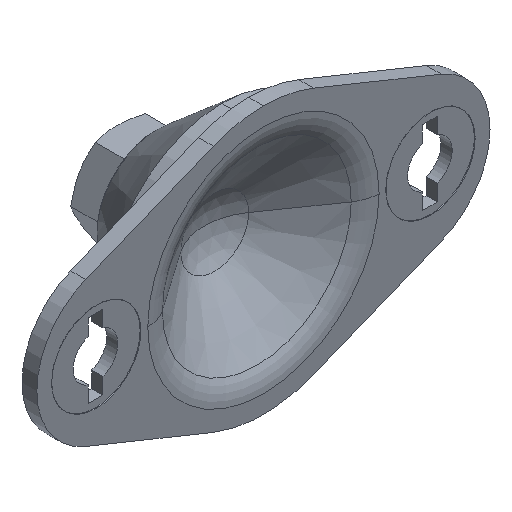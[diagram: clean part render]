
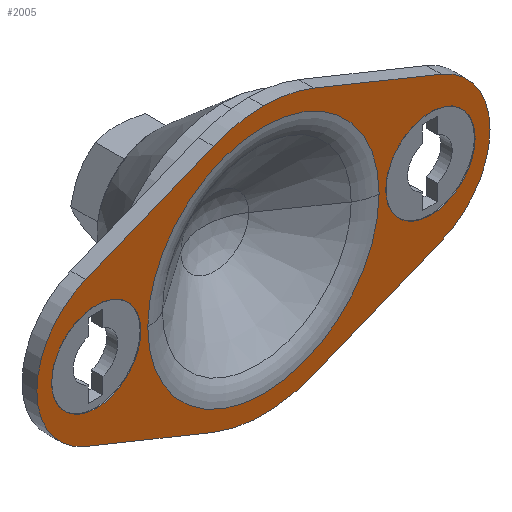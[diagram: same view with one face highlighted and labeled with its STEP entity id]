
A CAD part, isometric view. The second image highlights one B-rep face of the part: STEP entity #2005.
In plain terms, the highlighted planar face has unit normal (0, -1, 0).
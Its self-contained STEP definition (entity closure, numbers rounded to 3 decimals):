
#161 = EDGE_CURVE ( 'NONE', #831, #826, #2320, .T. ) ;
#166 = EDGE_CURVE ( 'NONE', #827, #996, #2563, .T. ) ;
#170 = EDGE_CURVE ( 'NONE', #574, #818, #2505, .T. ) ;
#173 = EDGE_CURVE ( 'NONE', #842, #674, #2516, .T. ) ;
#225 = AXIS2_PLACEMENT_3D ( 'NONE', #2779, #2778, #2777 ) ;
#227 = AXIS2_PLACEMENT_3D ( 'NONE', #2769, #2768, #2767 ) ;
#232 = AXIS2_PLACEMENT_3D ( 'NONE', #2740, #2739, #2738 ) ;
#233 = AXIS2_PLACEMENT_3D ( 'NONE', #2736, #2735, #2734 ) ;
#235 = AXIS2_PLACEMENT_3D ( 'NONE', #2726, #2725, #2724 ) ;
#236 = AXIS2_PLACEMENT_3D ( 'NONE', #2719, #2718, #2716 ) ;
#237 = AXIS2_PLACEMENT_3D ( 'NONE', #2711, #2710, #2709 ) ;
#574 = VERTEX_POINT ( 'NONE', #1473 ) ;
#594 = VERTEX_POINT ( 'NONE', #1452 ) ;
#627 = VERTEX_POINT ( 'NONE', #1448 ) ;
#629 = ORIENTED_EDGE ( 'NONE', *, *, #161, .T. ) ;
#659 = ORIENTED_EDGE ( 'NONE', *, *, #3797, .T. ) ;
#674 = VERTEX_POINT ( 'NONE', #1457 ) ;
#760 = VERTEX_POINT ( 'NONE', #1427 ) ;
#818 = VERTEX_POINT ( 'NONE', #1422 ) ;
#826 = VERTEX_POINT ( 'NONE', #1416 ) ;
#827 = VERTEX_POINT ( 'NONE', #1415 ) ;
#831 = VERTEX_POINT ( 'NONE', #1421 ) ;
#832 = VERTEX_POINT ( 'NONE', #1413 ) ;
#837 = VERTEX_POINT ( 'NONE', #1411 ) ;
#842 = VERTEX_POINT ( 'NONE', #1425 ) ;
#865 = ORIENTED_EDGE ( 'NONE', *, *, #3794, .T. ) ;
#907 = VERTEX_POINT ( 'NONE', #1414 ) ;
#996 = VERTEX_POINT ( 'NONE', #1396 ) ;
#998 = VERTEX_POINT ( 'NONE', #1398 ) ;
#1396 = CARTESIAN_POINT ( 'NONE',  ( -22.5, -0.1, 6. ) ) ;
#1398 = CARTESIAN_POINT ( 'NONE',  ( -23.938, -0.1, 9.734 ) ) ;
#1411 = CARTESIAN_POINT ( 'NONE',  ( 23.937, -0.1, -9.734 ) ) ;
#1413 = CARTESIAN_POINT ( 'NONE',  ( -6.75, -0.1, -16.686 ) ) ;
#1414 = CARTESIAN_POINT ( 'NONE',  ( 23.938, -0.1, 9.734 ) ) ;
#1415 = CARTESIAN_POINT ( 'NONE',  ( -22.5, -0.1, -6. ) ) ;
#1416 = CARTESIAN_POINT ( 'NONE',  ( 22.5, -0.1, 6. ) ) ;
#1421 = CARTESIAN_POINT ( 'NONE',  ( 22.5, -0.1, -6. ) ) ;
#1422 = CARTESIAN_POINT ( 'NONE',  ( -6.75, -0.1, 16.686 ) ) ;
#1425 = CARTESIAN_POINT ( 'NONE',  ( -15.569, -0.1, 0. ) ) ;
#1427 = CARTESIAN_POINT ( 'NONE',  ( 6.75, -0.1, -16.686 ) ) ;
#1448 = CARTESIAN_POINT ( 'NONE',  ( -23.938, -0.1, -9.734 ) ) ;
#1452 = CARTESIAN_POINT ( 'NONE',  ( 6.75, -0.1, 16.686 ) ) ;
#1457 = CARTESIAN_POINT ( 'NONE',  ( 15.569, -0.1, 0. ) ) ;
#1473 = CARTESIAN_POINT ( 'NONE',  ( 0., -0.1, 18. ) ) ;
#1892 = CARTESIAN_POINT ( 'NONE',  ( 0., -0.1, 0. ) ) ;
#1893 = DIRECTION ( 'NONE',  ( 0., 1., 0. ) ) ;
#1911 = DIRECTION ( 'NONE',  ( 1., 0., 0. ) ) ;
#2005 = ADVANCED_FACE ( 'NONE', ( #3525, #3529, #3526, #3524 ), #3205, .T. ) ;
#2120 = EDGE_LOOP ( 'NONE', ( #659, #2149 ) ) ;
#2149 = ORIENTED_EDGE ( 'NONE', *, *, #173, .T. ) ;
#2194 = EDGE_LOOP ( 'NONE', ( #2411, #2263 ) ) ;
#2258 = ORIENTED_EDGE ( 'NONE', *, *, #3811, .T. ) ;
#2260 = ORIENTED_EDGE ( 'NONE', *, *, #3770, .T. ) ;
#2261 = ORIENTED_EDGE ( 'NONE', *, *, #3787, .T. ) ;
#2263 = ORIENTED_EDGE ( 'NONE', *, *, #166, .T. ) ;
#2264 = ORIENTED_EDGE ( 'NONE', *, *, #3804, .T. ) ;
#2268 = ORIENTED_EDGE ( 'NONE', *, *, #3768, .T. ) ;
#2276 = ORIENTED_EDGE ( 'NONE', *, *, #3762, .T. ) ;
#2320 = CIRCLE ( 'NONE', #3790, 6. ) ;
#2331 = ORIENTED_EDGE ( 'NONE', *, *, #170, .T. ) ;
#2338 = EDGE_LOOP ( 'NONE', ( #2389, #629 ) ) ;
#2367 = EDGE_LOOP ( 'NONE', ( #865, #2258, #2260, #2261, #2264, #2268, #2276, #2331, #2442 ) ) ;
#2389 = ORIENTED_EDGE ( 'NONE', *, *, #3813, .T. ) ;
#2411 = ORIENTED_EDGE ( 'NONE', *, *, #3810, .T. ) ;
#2442 = ORIENTED_EDGE ( 'NONE', *, *, #3814, .T. ) ;
#2505 = CIRCLE ( 'NONE', #3805, 18. ) ;
#2516 = CIRCLE ( 'NONE', #3803, 15.569 ) ;
#2563 = CIRCLE ( 'NONE', #3788, 6. ) ;
#2709 = DIRECTION ( 'NONE',  ( 0., 0., 1. ) ) ;
#2710 = DIRECTION ( 'NONE',  ( 0., 1., 0. ) ) ;
#2711 = CARTESIAN_POINT ( 'NONE',  ( 22.5, -0.1, 0. ) ) ;
#2716 = DIRECTION ( 'NONE',  ( 0., 0., 1. ) ) ;
#2718 = DIRECTION ( 'NONE',  ( 0., 1., 0. ) ) ;
#2719 = CARTESIAN_POINT ( 'NONE',  ( -22.5, -0.1, 0. ) ) ;
#2720 = DIRECTION ( 'NONE',  ( -0.927, 0., -0.375 ) ) ;
#2721 = CARTESIAN_POINT ( 'NONE',  ( -6.75, -0.1, 16.686 ) ) ;
#2724 = DIRECTION ( 'NONE',  ( 0., 0., 1. ) ) ;
#2725 = DIRECTION ( 'NONE',  ( 0., -1., 0. ) ) ;
#2726 = CARTESIAN_POINT ( 'NONE',  ( 20., -0.1, 0. ) ) ;
#2727 = DIRECTION ( 'NONE',  ( 0.927, 0., -0.375 ) ) ;
#2728 = CARTESIAN_POINT ( 'NONE',  ( -23.937, -0.1, -9.734 ) ) ;
#2734 = DIRECTION ( 'NONE',  ( 1., 0., 0. ) ) ;
#2735 = DIRECTION ( 'NONE',  ( 0., 1., 0. ) ) ;
#2736 = CARTESIAN_POINT ( 'NONE',  ( 0., -0.1, 0. ) ) ;
#2738 = DIRECTION ( 'NONE',  ( 0., 0., 1. ) ) ;
#2739 = DIRECTION ( 'NONE',  ( 0., -1., 0. ) ) ;
#2740 = CARTESIAN_POINT ( 'NONE',  ( -20., -0.1, 0. ) ) ;
#2744 = DIRECTION ( 'NONE',  ( 0.927, 0., 0.375 ) ) ;
#2755 = CARTESIAN_POINT ( 'NONE',  ( 6.75, -0.1, -16.686 ) ) ;
#2767 = DIRECTION ( 'NONE',  ( 0., 0., 1. ) ) ;
#2768 = DIRECTION ( 'NONE',  ( 0., -1., 0. ) ) ;
#2769 = CARTESIAN_POINT ( 'NONE',  ( 0., -0.1, 0. ) ) ;
#2777 = DIRECTION ( 'NONE',  ( 0., 0., 1. ) ) ;
#2778 = DIRECTION ( 'NONE',  ( 0., -1., 0. ) ) ;
#2779 = CARTESIAN_POINT ( 'NONE',  ( 0., -0.1, 0. ) ) ;
#2781 = DIRECTION ( 'NONE',  ( -0.927, 0., 0.375 ) ) ;
#2783 = CARTESIAN_POINT ( 'NONE',  ( 23.938, -0.1, 9.734 ) ) ;
#3194 = DIRECTION ( 'NONE',  ( 0., 0., -1. ) ) ;
#3195 = DIRECTION ( 'NONE',  ( 0., -1., 0. ) ) ;
#3196 = CARTESIAN_POINT ( 'NONE',  ( 30.5, -0.1, 0. ) ) ;
#3205 = PLANE ( 'NONE',  #3725 ) ;
#3334 = CARTESIAN_POINT ( 'NONE',  ( -22.5, -0.1, 0. ) ) ;
#3335 = DIRECTION ( 'NONE',  ( 0., 0., 1. ) ) ;
#3353 = DIRECTION ( 'NONE',  ( 0., 0., 1. ) ) ;
#3355 = DIRECTION ( 'NONE',  ( 0., 0., 1. ) ) ;
#3360 = DIRECTION ( 'NONE',  ( 0., 1., 0. ) ) ;
#3371 = DIRECTION ( 'NONE',  ( 0., -1., 0. ) ) ;
#3372 = DIRECTION ( 'NONE',  ( 0., 1., 0. ) ) ;
#3374 = CARTESIAN_POINT ( 'NONE',  ( 22.5, -0.1, 0. ) ) ;
#3379 = CARTESIAN_POINT ( 'NONE',  ( 0., -0.1, 0. ) ) ;
#3524 = FACE_OUTER_BOUND ( 'NONE', #2367, .T. ) ;
#3525 = FACE_BOUND ( 'NONE', #2194, .T. ) ;
#3526 = FACE_BOUND ( 'NONE', #2120, .T. ) ;
#3529 = FACE_BOUND ( 'NONE', #2338, .T. ) ;
#3725 = AXIS2_PLACEMENT_3D ( 'NONE', #3196, #3195, #3194 ) ;
#3762 = EDGE_CURVE ( 'NONE', #594, #574, #3869, .T. ) ;
#3768 = EDGE_CURVE ( 'NONE', #907, #594, #3870, .T. ) ;
#3770 = EDGE_CURVE ( 'NONE', #832, #760, #3881, .T. ) ;
#3787 = EDGE_CURVE ( 'NONE', #760, #837, #3820, .T. ) ;
#3788 = AXIS2_PLACEMENT_3D ( 'NONE', #3334, #3360, #3335 ) ;
#3790 = AXIS2_PLACEMENT_3D ( 'NONE', #3374, #3372, #3355 ) ;
#3794 = EDGE_CURVE ( 'NONE', #998, #627, #3898, .T. ) ;
#3797 = EDGE_CURVE ( 'NONE', #674, #842, #3893, .T. ) ;
#3803 = AXIS2_PLACEMENT_3D ( 'NONE', #1892, #1893, #1911 ) ;
#3804 = EDGE_CURVE ( 'NONE', #837, #907, #3863, .T. ) ;
#3805 = AXIS2_PLACEMENT_3D ( 'NONE', #3379, #3371, #3353 ) ;
#3810 = EDGE_CURVE ( 'NONE', #996, #827, #3854, .T. ) ;
#3811 = EDGE_CURVE ( 'NONE', #627, #832, #3832, .T. ) ;
#3813 = EDGE_CURVE ( 'NONE', #826, #831, #3848, .T. ) ;
#3814 = EDGE_CURVE ( 'NONE', #818, #998, #3878, .T. ) ;
#3820 = LINE ( 'NONE', #2755, #3897 ) ;
#3832 = LINE ( 'NONE', #2728, #3902 ) ;
#3848 = CIRCLE ( 'NONE', #237, 6. ) ;
#3854 = CIRCLE ( 'NONE', #236, 6. ) ;
#3863 = CIRCLE ( 'NONE', #235, 10.5 ) ;
#3869 = CIRCLE ( 'NONE', #225, 18. ) ;
#3870 = LINE ( 'NONE', #2783, #3873 ) ;
#3873 = VECTOR ( 'NONE', #2781, 1000. ) ;
#3878 = LINE ( 'NONE', #2721, #3885 ) ;
#3881 = CIRCLE ( 'NONE', #227, 18. ) ;
#3885 = VECTOR ( 'NONE', #2720, 1000. ) ;
#3893 = CIRCLE ( 'NONE', #233, 15.569 ) ;
#3897 = VECTOR ( 'NONE', #2744, 1000. ) ;
#3898 = CIRCLE ( 'NONE', #232, 10.5 ) ;
#3902 = VECTOR ( 'NONE', #2727, 1000. ) ;
